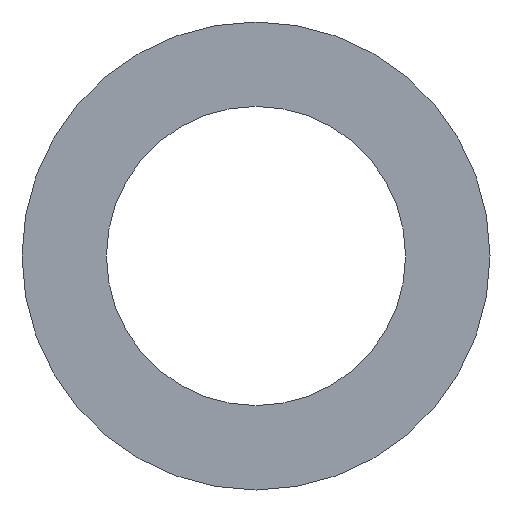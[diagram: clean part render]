
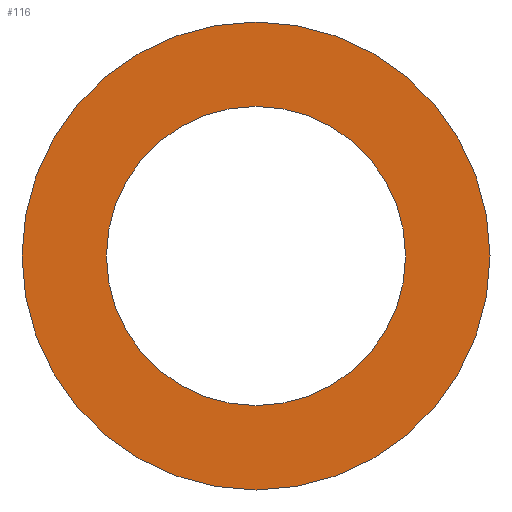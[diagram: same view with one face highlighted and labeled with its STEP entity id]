
A CAD part, left-side view. The second image highlights one B-rep face of the part: STEP entity #116.
In plain terms, the highlighted planar face has unit normal (-1, 0, 0).
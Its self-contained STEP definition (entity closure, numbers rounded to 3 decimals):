
#82 = EDGE_CURVE( '', #128, #132, #197, .T. );
#86 = EDGE_CURVE( '', #166, #102, #201, .T. );
#102 = VERTEX_POINT( '', #218 );
#116 = ADVANCED_FACE( '', ( #233, #234 ), #235, .T. );
#122 = EDGE_CURVE( '', #102, #166, #241, .T. );
#128 = VERTEX_POINT( '', #248 );
#132 = VERTEX_POINT( '', #252 );
#160 = EDGE_CURVE( '', #132, #128, #286, .T. );
#166 = VERTEX_POINT( '', #292 );
#197 = CIRCLE( '', #316, 160. );
#201 = CIRCLE( '', #321, 102.3 );
#218 = CARTESIAN_POINT( '', ( -210., 102.3, 0. ) );
#233 = FACE_BOUND( '', #361, .T. );
#234 = FACE_OUTER_BOUND( '', #362, .T. );
#235 = PLANE( '', #363 );
#241 = CIRCLE( '', #371, 102.3 );
#248 = CARTESIAN_POINT( '', ( -210., 160., 0. ) );
#252 = CARTESIAN_POINT( '', ( -210., -160., 0. ) );
#286 = CIRCLE( '', #429, 160. );
#292 = CARTESIAN_POINT( '', ( -210., -102.3, 0. ) );
#316 = AXIS2_PLACEMENT_3D( '', #464, #465, #466 );
#321 = AXIS2_PLACEMENT_3D( '', #467, #468, #469 );
#361 = EDGE_LOOP( '', ( #500, #501 ) );
#362 = EDGE_LOOP( '', ( #502, #503 ) );
#363 = AXIS2_PLACEMENT_3D( '', #504, #505, #506 );
#371 = AXIS2_PLACEMENT_3D( '', #510, #511, #512 );
#429 = AXIS2_PLACEMENT_3D( '', #569, #570, #571 );
#464 = CARTESIAN_POINT( '', ( -210., 0., 0. ) );
#465 = DIRECTION( '', ( -1., 0., 0. ) );
#466 = DIRECTION( '', ( 0., 1., 0. ) );
#467 = CARTESIAN_POINT( '', ( -210., 0., 0. ) );
#468 = DIRECTION( '', ( -1., 0., 0. ) );
#469 = DIRECTION( '', ( 0., 1., 0. ) );
#500 = ORIENTED_EDGE( '', *, *, #122, .F. );
#501 = ORIENTED_EDGE( '', *, *, #86, .F. );
#502 = ORIENTED_EDGE( '', *, *, #82, .T. );
#503 = ORIENTED_EDGE( '', *, *, #160, .T. );
#504 = CARTESIAN_POINT( '', ( -210., 131.15, 0. ) );
#505 = DIRECTION( '', ( -1., 0., 0. ) );
#506 = DIRECTION( '', ( 0., 1., 0. ) );
#510 = CARTESIAN_POINT( '', ( -210., 0., 0. ) );
#511 = DIRECTION( '', ( -1., 0., 0. ) );
#512 = DIRECTION( '', ( 0., 1., 0. ) );
#569 = CARTESIAN_POINT( '', ( -210., 0., 0. ) );
#570 = DIRECTION( '', ( -1., 0., 0. ) );
#571 = DIRECTION( '', ( 0., 1., 0. ) );
